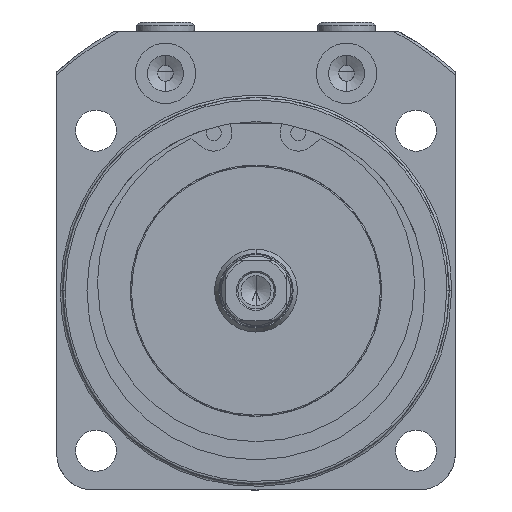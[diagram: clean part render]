
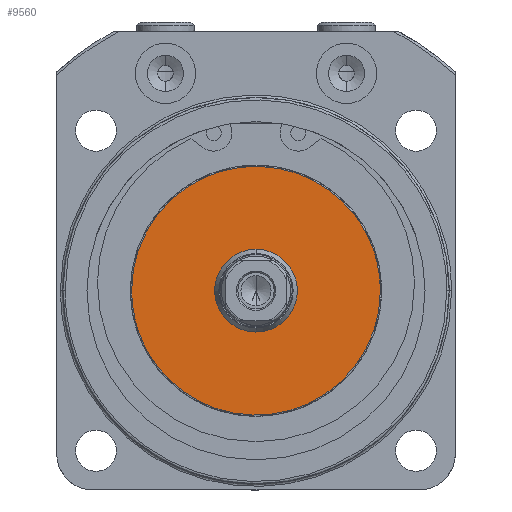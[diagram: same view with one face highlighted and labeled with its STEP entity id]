
A CAD part, front view. The second image highlights one B-rep face of the part: STEP entity #9560.
In plain terms, the highlighted planar face has unit normal (0, -1, 0).
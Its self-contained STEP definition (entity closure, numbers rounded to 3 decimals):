
#519 = AXIS2_PLACEMENT_3D ( 'NONE', #8901, #8900, #8899 ) ;
#629 = AXIS2_PLACEMENT_3D ( 'NONE', #3136, #3135, #3134 ) ;
#2410 = CIRCLE ( 'NONE', #629, 6.85 ) ;
#3103 = CARTESIAN_POINT ( 'NONE',  ( 20.6, -113.2, 0. ) ) ;
#3104 = CARTESIAN_POINT ( 'NONE',  ( 20.6, -113.2, 41.2 ) ) ;
#3109 = CARTESIAN_POINT ( 'NONE',  ( -20.6, -113.2, 41.2 ) ) ;
#3110 = CARTESIAN_POINT ( 'NONE',  ( -20.6, -113.2, 0. ) ) ;
#3134 = DIRECTION ( 'NONE',  ( 1., 0., 0. ) ) ;
#3135 = DIRECTION ( 'NONE',  ( 0., -1., 0. ) ) ;
#3136 = CARTESIAN_POINT ( 'NONE',  ( 0., -113.2, 0. ) ) ;
#3320 = CARTESIAN_POINT ( 'NONE',  ( 20.6, -113.2, 0. ) ) ;
#3802 =( BOUNDED_CURVE ( )  B_SPLINE_CURVE ( 3, ( #3110, #3109, #3104, #3103 ),
 .UNSPECIFIED., .F., .F. ) 
 B_SPLINE_CURVE_WITH_KNOTS ( ( 4, 4 ),
 ( 0., 1. ),
 .UNSPECIFIED. ) 
 CURVE ( )  GEOMETRIC_REPRESENTATION_ITEM ( )  RATIONAL_B_SPLINE_CURVE ( ( 1., 0.333, 0.333, 1. ) ) 
 REPRESENTATION_ITEM ( '' )  );
#3804 =( BOUNDED_CURVE ( )  B_SPLINE_CURVE ( 3, ( #4332, #4325, #4321, #4320 ),
 .UNSPECIFIED., .F., .F. ) 
 B_SPLINE_CURVE_WITH_KNOTS ( ( 4, 4 ),
 ( 0., 1. ),
 .UNSPECIFIED. ) 
 CURVE ( )  GEOMETRIC_REPRESENTATION_ITEM ( )  RATIONAL_B_SPLINE_CURVE ( ( 1., 0.333, 0.333, 1. ) ) 
 REPRESENTATION_ITEM ( '' )  );
#4320 = CARTESIAN_POINT ( 'NONE',  ( -20.6, -113.2, 0. ) ) ;
#4321 = CARTESIAN_POINT ( 'NONE',  ( -20.6, -113.2, -41.2 ) ) ;
#4325 = CARTESIAN_POINT ( 'NONE',  ( 20.6, -113.2, -41.2 ) ) ;
#4332 = CARTESIAN_POINT ( 'NONE',  ( 20.6, -113.2, 0. ) ) ;
#4380 = EDGE_CURVE ( 'NONE', #13415, #13331, #5268, .T. ) ;
#5268 = CIRCLE ( 'NONE', #519, 6.85 ) ;
#6017 = VERTEX_POINT ( 'NONE', #3320 ) ;
#6442 = EDGE_CURVE ( 'NONE', #13331, #13415, #2410, .T. ) ;
#6451 = EDGE_CURVE ( 'NONE', #11348, #6017, #3802, .T. ) ;
#6505 = EDGE_CURVE ( 'NONE', #6017, #11348, #3804, .T. ) ;
#6721 = AXIS2_PLACEMENT_3D ( 'NONE', #7457, #7462, #7463 ) ;
#7457 = CARTESIAN_POINT ( 'NONE',  ( -20.6, -113.2, 0. ) ) ;
#7460 = PLANE ( 'NONE',  #6721 ) ;
#7462 = DIRECTION ( 'NONE',  ( 0., 1., 0. ) ) ;
#7463 = DIRECTION ( 'NONE',  ( -1., 0., 0. ) ) ;
#7810 = CARTESIAN_POINT ( 'NONE',  ( -20.6, -113.2, 0. ) ) ;
#8036 = CARTESIAN_POINT ( 'NONE',  ( 6.85, -113.2, 0. ) ) ;
#8079 = CARTESIAN_POINT ( 'NONE',  ( -6.85, -113.2, 0. ) ) ;
#8899 = DIRECTION ( 'NONE',  ( 1., 0., 0. ) ) ;
#8900 = DIRECTION ( 'NONE',  ( 0., -1., 0. ) ) ;
#8901 = CARTESIAN_POINT ( 'NONE',  ( 0., -113.2, 0. ) ) ;
#9560 = ADVANCED_FACE ( 'NONE', ( #11114, #11105 ), #7460, .F. ) ;
#10029 = EDGE_LOOP ( 'NONE', ( #13157, #13171 ) ) ;
#10481 = EDGE_LOOP ( 'NONE', ( #11864, #13145 ) ) ;
#11105 = FACE_OUTER_BOUND ( 'NONE', #10029, .T. ) ;
#11114 = FACE_BOUND ( 'NONE', #10481, .T. ) ;
#11348 = VERTEX_POINT ( 'NONE', #7810 ) ;
#11864 = ORIENTED_EDGE ( 'NONE', *, *, #6442, .F. ) ;
#13145 = ORIENTED_EDGE ( 'NONE', *, *, #4380, .F. ) ;
#13157 = ORIENTED_EDGE ( 'NONE', *, *, #6505, .F. ) ;
#13171 = ORIENTED_EDGE ( 'NONE', *, *, #6451, .F. ) ;
#13331 = VERTEX_POINT ( 'NONE', #8036 ) ;
#13415 = VERTEX_POINT ( 'NONE', #8079 ) ;
